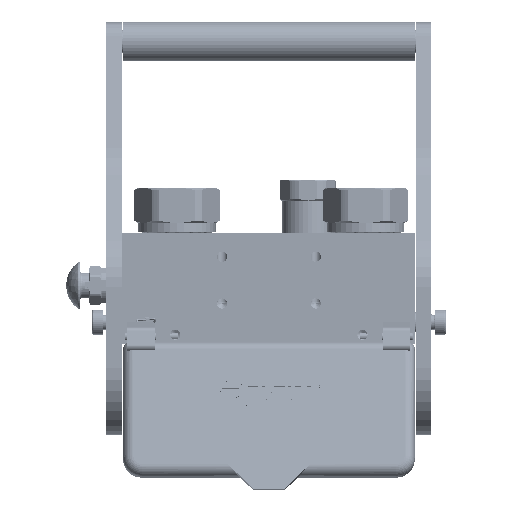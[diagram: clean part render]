
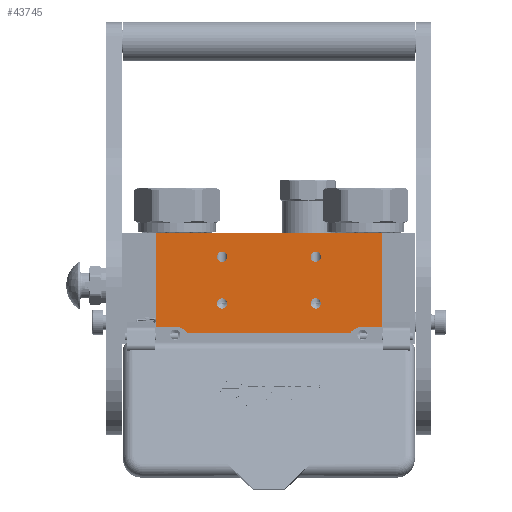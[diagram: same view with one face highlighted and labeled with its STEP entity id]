
A CAD part, left-side view. The second image highlights one B-rep face of the part: STEP entity #43745.
In plain terms, the highlighted face is planar.
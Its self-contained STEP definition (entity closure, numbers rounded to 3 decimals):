
#906 = VERTEX_POINT ( 'NONE', #124701 ) ;
#926 = LINE ( 'NONE', #91182, #27690 ) ;
#2381 = CARTESIAN_POINT ( 'NONE',  ( 154., 60., -108. ) ) ;
#3576 = CARTESIAN_POINT ( 'NONE',  ( 64., 45., -108. ) ) ;
#6339 = DIRECTION ( 'NONE',  ( 0., 0., -1. ) ) ;
#7016 = VERTEX_POINT ( 'NONE', #113024 ) ;
#8314 = LINE ( 'NONE', #45806, #126173 ) ;
#9014 = EDGE_CURVE ( 'NONE', #7016, #27517, #8314, .T. ) ;
#9286 = VERTEX_POINT ( 'NONE', #93068 ) ;
#9792 = EDGE_CURVE ( 'NONE', #28485, #72623, #33121, .T. ) ;
#10691 = ORIENTED_EDGE ( 'NONE', *, *, #9792, .F. ) ;
#10770 = DIRECTION ( 'NONE',  ( 0., 1., 0. ) ) ;
#15259 = DIRECTION ( 'NONE',  ( 0., 0., -1. ) ) ;
#15631 = CARTESIAN_POINT ( 'NONE',  ( 21.3, 60., -108. ) ) ;
#16975 = VERTEX_POINT ( 'NONE', #80191 ) ;
#18645 = DIRECTION ( 'NONE',  ( 0., 0., -1. ) ) ;
#19192 = ORIENTED_EDGE ( 'NONE', *, *, #103699, .T. ) ;
#19775 = EDGE_CURVE ( 'NONE', #72623, #28485, #99315, .T. ) ;
#20317 = EDGE_CURVE ( 'NONE', #21313, #119415, #38773, .T. ) ;
#20816 = DIRECTION ( 'NONE',  ( 0., -1., 0. ) ) ;
#20948 = DIRECTION ( 'NONE',  ( -1., 0., 0. ) ) ;
#21313 = VERTEX_POINT ( 'NONE', #86604 ) ;
#21363 = AXIS2_PLACEMENT_3D ( 'NONE', #51296, #120086, #96075 ) ;
#22727 = CARTESIAN_POINT ( 'NONE',  ( 124., 15., -108. ) ) ;
#24095 = ORIENTED_EDGE ( 'NONE', *, *, #86732, .F. ) ;
#24247 = ORIENTED_EDGE ( 'NONE', *, *, #34150, .F. ) ;
#24333 = CARTESIAN_POINT ( 'NONE',  ( 145.854, 64.2, -108. ) ) ;
#25223 = CARTESIAN_POINT ( 'NONE',  ( 21.3, 60., -108. ) ) ;
#26755 = DIRECTION ( 'NONE',  ( -1., 0., 0. ) ) ;
#26759 = CARTESIAN_POINT ( 'NONE',  ( 64., 41.7, -108. ) ) ;
#27517 = VERTEX_POINT ( 'NONE', #15631 ) ;
#27690 = VECTOR ( 'NONE', #135690, 1000. ) ;
#28485 = VERTEX_POINT ( 'NONE', #36887 ) ;
#29014 = AXIS2_PLACEMENT_3D ( 'NONE', #40076, #50556, #73497 ) ;
#29232 = VECTOR ( 'NONE', #20948, 1000. ) ;
#29693 = EDGE_CURVE ( 'NONE', #30161, #62996, #35774, .T. ) ;
#29751 = FACE_OUTER_BOUND ( 'NONE', #128563, .T. ) ;
#30161 = VERTEX_POINT ( 'NONE', #94187 ) ;
#30996 = AXIS2_PLACEMENT_3D ( 'NONE', #3576, #139334, #95315 ) ;
#32346 = AXIS2_PLACEMENT_3D ( 'NONE', #126811, #46007, #35032 ) ;
#33121 = CIRCLE ( 'NONE', #30996, 3.3 ) ;
#33283 = DIRECTION ( 'NONE',  ( 0., 0., -1. ) ) ;
#34150 = EDGE_CURVE ( 'NONE', #122680, #67438, #52410, .T. ) ;
#35032 = DIRECTION ( 'NONE',  ( 0., -1., 0. ) ) ;
#35774 = CIRCLE ( 'NONE', #29014, 3.3 ) ;
#36170 = CARTESIAN_POINT ( 'NONE',  ( 124., 11.7, -108. ) ) ;
#36887 = CARTESIAN_POINT ( 'NONE',  ( 64., 48.3, -108. ) ) ;
#37098 = AXIS2_PLACEMENT_3D ( 'NONE', #43794, #33283, #146535 ) ;
#38686 = FACE_BOUND ( 'NONE', #90738, .T. ) ;
#38773 = CIRCLE ( 'NONE', #126526, 3.3 ) ;
#40076 = CARTESIAN_POINT ( 'NONE',  ( 64., 15., -108. ) ) ;
#40305 = EDGE_CURVE ( 'NONE', #906, #7016, #54180, .T. ) ;
#40546 = FACE_BOUND ( 'NONE', #61470, .T. ) ;
#41199 = CIRCLE ( 'NONE', #37098, 10. ) ;
#41310 = DIRECTION ( 'NONE',  ( 0., -1., 0. ) ) ;
#41348 = DIRECTION ( 'NONE',  ( 0., 0., -1. ) ) ;
#41658 = DIRECTION ( 'NONE',  ( 0., -1., 0. ) ) ;
#42277 = FACE_BOUND ( 'NONE', #144156, .T. ) ;
#43745 = ADVANCED_FACE ( 'NONE', ( #38686, #42277, #70898, #40546, #29751 ), #83601, .T. ) ;
#43794 = CARTESIAN_POINT ( 'NONE',  ( 34., 70., -108. ) ) ;
#44727 = AXIS2_PLACEMENT_3D ( 'NONE', #22727, #125058, #10770 ) ;
#45806 = CARTESIAN_POINT ( 'NONE',  ( 21.3, 0., -108. ) ) ;
#46007 = DIRECTION ( 'NONE',  ( 0., 0., -1. ) ) ;
#46818 = DIRECTION ( 'NONE',  ( 0., 0., -1. ) ) ;
#50556 = DIRECTION ( 'NONE',  ( 0., 0., -1. ) ) ;
#51296 = CARTESIAN_POINT ( 'NONE',  ( 124., 45., -108. ) ) ;
#51641 = ORIENTED_EDGE ( 'NONE', *, *, #40305, .T. ) ;
#52410 = LINE ( 'NONE', #24333, #63119 ) ;
#54180 = LINE ( 'NONE', #54902, #29232 ) ;
#54902 = CARTESIAN_POINT ( 'NONE',  ( 166.7, 0., -108. ) ) ;
#56913 = ORIENTED_EDGE ( 'NONE', *, *, #19775, .F. ) ;
#58994 = AXIS2_PLACEMENT_3D ( 'NONE', #109541, #6339, #41310 ) ;
#59183 = EDGE_CURVE ( 'NONE', #130025, #87198, #143487, .T. ) ;
#61470 = EDGE_LOOP ( 'NONE', ( #127648, #102610 ) ) ;
#62996 = VERTEX_POINT ( 'NONE', #79789 ) ;
#63119 = VECTOR ( 'NONE', #119092, 1000. ) ;
#64243 = ORIENTED_EDGE ( 'NONE', *, *, #100648, .F. ) ;
#64586 = AXIS2_PLACEMENT_3D ( 'NONE', #103098, #46818, #138589 ) ;
#66316 = EDGE_CURVE ( 'NONE', #119415, #21313, #123019, .T. ) ;
#67438 = VERTEX_POINT ( 'NONE', #126886 ) ;
#68356 = EDGE_CURVE ( 'NONE', #62996, #30161, #79644, .T. ) ;
#68690 = VERTEX_POINT ( 'NONE', #36170 ) ;
#70898 = FACE_BOUND ( 'NONE', #95683, .T. ) ;
#72623 = VERTEX_POINT ( 'NONE', #26759 ) ;
#73294 = CARTESIAN_POINT ( 'NONE',  ( 166.7, 60., -108. ) ) ;
#73497 = DIRECTION ( 'NONE',  ( 0., 1., 0. ) ) ;
#73859 = AXIS2_PLACEMENT_3D ( 'NONE', #95027, #15259, #26755 ) ;
#77904 = ORIENTED_EDGE ( 'NONE', *, *, #20317, .F. ) ;
#79394 = CARTESIAN_POINT ( 'NONE',  ( 145.854, 64.2, -108. ) ) ;
#79644 = CIRCLE ( 'NONE', #58994, 3.3 ) ;
#79789 = CARTESIAN_POINT ( 'NONE',  ( 64., 11.7, -108. ) ) ;
#80191 = CARTESIAN_POINT ( 'NONE',  ( 124., 18.3, -108. ) ) ;
#80399 = ORIENTED_EDGE ( 'NONE', *, *, #119940, .F. ) ;
#83601 = PLANE ( 'NONE',  #73859 ) ;
#83858 = CIRCLE ( 'NONE', #44727, 3.3 ) ;
#85617 = CIRCLE ( 'NONE', #32346, 3.3 ) ;
#86604 = CARTESIAN_POINT ( 'NONE',  ( 124., 41.7, -108. ) ) ;
#86732 = EDGE_CURVE ( 'NONE', #68690, #16975, #85617, .T. ) ;
#87198 = VERTEX_POINT ( 'NONE', #2381 ) ;
#90281 = ORIENTED_EDGE ( 'NONE', *, *, #91484, .F. ) ;
#90472 = ORIENTED_EDGE ( 'NONE', *, *, #66316, .F. ) ;
#90738 = EDGE_LOOP ( 'NONE', ( #77904, #90472 ) ) ;
#91182 = CARTESIAN_POINT ( 'NONE',  ( 166.7, 0., -108. ) ) ;
#91484 = EDGE_CURVE ( 'NONE', #906, #130025, #926, .T. ) ;
#92884 = ORIENTED_EDGE ( 'NONE', *, *, #136178, .F. ) ;
#93068 = CARTESIAN_POINT ( 'NONE',  ( 34., 60., -108. ) ) ;
#94187 = CARTESIAN_POINT ( 'NONE',  ( 64., 18.3, -108. ) ) ;
#95027 = CARTESIAN_POINT ( 'NONE',  ( 166.7, 0., -108. ) ) ;
#95315 = DIRECTION ( 'NONE',  ( 0., 1., 0. ) ) ;
#95683 = EDGE_LOOP ( 'NONE', ( #56913, #10691 ) ) ;
#96075 = DIRECTION ( 'NONE',  ( 0., 1., 0. ) ) ;
#98707 = VECTOR ( 'NONE', #107609, 1000. ) ;
#99315 = CIRCLE ( 'NONE', #122569, 3.3 ) ;
#100648 = EDGE_CURVE ( 'NONE', #87198, #122680, #132012, .T. ) ;
#102610 = ORIENTED_EDGE ( 'NONE', *, *, #29693, .F. ) ;
#103098 = CARTESIAN_POINT ( 'NONE',  ( 154., 70., -108. ) ) ;
#103699 = EDGE_CURVE ( 'NONE', #27517, #9286, #126067, .T. ) ;
#106332 = VECTOR ( 'NONE', #128051, 1000. ) ;
#107609 = DIRECTION ( 'NONE',  ( -1., 0., 0. ) ) ;
#109541 = CARTESIAN_POINT ( 'NONE',  ( 64., 15., -108. ) ) ;
#113024 = CARTESIAN_POINT ( 'NONE',  ( 21.3, 0., -108. ) ) ;
#117623 = CARTESIAN_POINT ( 'NONE',  ( 124., 48.3, -108. ) ) ;
#119092 = DIRECTION ( 'NONE',  ( -1., 0., 0. ) ) ;
#119415 = VERTEX_POINT ( 'NONE', #117623 ) ;
#119940 = EDGE_CURVE ( 'NONE', #67438, #9286, #41199, .T. ) ;
#120086 = DIRECTION ( 'NONE',  ( 0., 0., -1. ) ) ;
#122569 = AXIS2_PLACEMENT_3D ( 'NONE', #144578, #41348, #20816 ) ;
#122680 = VERTEX_POINT ( 'NONE', #79394 ) ;
#123019 = CIRCLE ( 'NONE', #21363, 3.3 ) ;
#124701 = CARTESIAN_POINT ( 'NONE',  ( 166.7, 0., -108. ) ) ;
#125058 = DIRECTION ( 'NONE',  ( 0., 0., -1. ) ) ;
#126067 = LINE ( 'NONE', #25223, #106332 ) ;
#126173 = VECTOR ( 'NONE', #138050, 1000. ) ;
#126526 = AXIS2_PLACEMENT_3D ( 'NONE', #143912, #18645, #41658 ) ;
#126811 = CARTESIAN_POINT ( 'NONE',  ( 124., 15., -108. ) ) ;
#126886 = CARTESIAN_POINT ( 'NONE',  ( 42.146, 64.2, -108. ) ) ;
#127648 = ORIENTED_EDGE ( 'NONE', *, *, #68356, .F. ) ;
#128051 = DIRECTION ( 'NONE',  ( 1., 0., 0. ) ) ;
#128563 = EDGE_LOOP ( 'NONE', ( #90281, #51641, #146024, #19192, #80399, #24247, #64243, #134270 ) ) ;
#130025 = VERTEX_POINT ( 'NONE', #147410 ) ;
#132012 = CIRCLE ( 'NONE', #64586, 10. ) ;
#134270 = ORIENTED_EDGE ( 'NONE', *, *, #59183, .F. ) ;
#135690 = DIRECTION ( 'NONE',  ( 0., 1., 0. ) ) ;
#136178 = EDGE_CURVE ( 'NONE', #16975, #68690, #83858, .T. ) ;
#138050 = DIRECTION ( 'NONE',  ( 0., 1., 0. ) ) ;
#138589 = DIRECTION ( 'NONE',  ( 0., -1., 0. ) ) ;
#139334 = DIRECTION ( 'NONE',  ( 0., 0., -1. ) ) ;
#143487 = LINE ( 'NONE', #73294, #98707 ) ;
#143912 = CARTESIAN_POINT ( 'NONE',  ( 124., 45., -108. ) ) ;
#144156 = EDGE_LOOP ( 'NONE', ( #24095, #92884 ) ) ;
#144578 = CARTESIAN_POINT ( 'NONE',  ( 64., 45., -108. ) ) ;
#146024 = ORIENTED_EDGE ( 'NONE', *, *, #9014, .T. ) ;
#146535 = DIRECTION ( 'NONE',  ( 0.815, -0.58, 0. ) ) ;
#147410 = CARTESIAN_POINT ( 'NONE',  ( 166.7, 60., -108. ) ) ;
